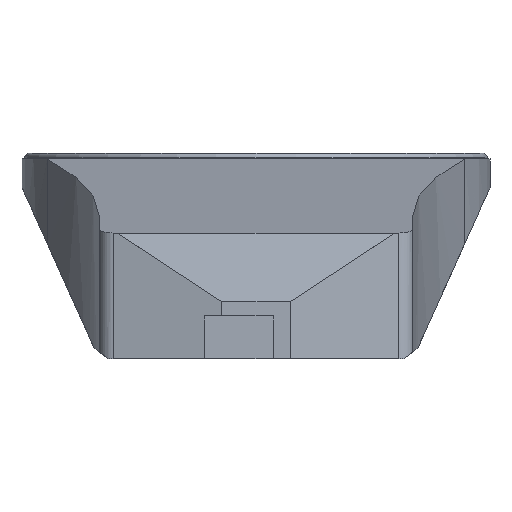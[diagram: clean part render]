
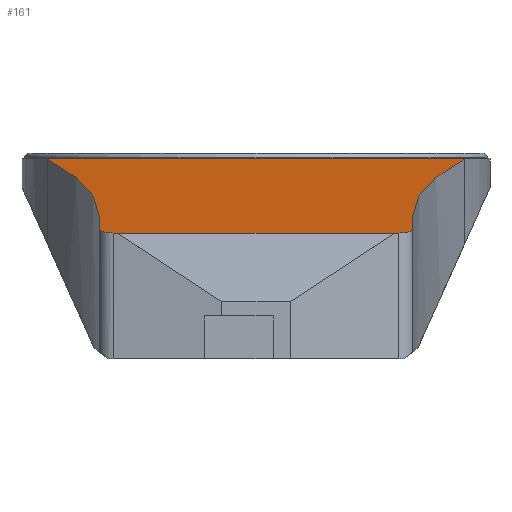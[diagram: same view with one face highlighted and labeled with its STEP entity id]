
A CAD part, left-side view. The second image highlights one B-rep face of the part: STEP entity #161.
In plain terms, the highlighted planar face has unit normal (-0.202, 0, 0.979).
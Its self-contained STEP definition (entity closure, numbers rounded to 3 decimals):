
#51=ELLIPSE('',#1216,265.472,260.);
#56=ELLIPSE('',#1224,265.472,260.);
#66=ELLIPSE('',#1238,6.126,6.);
#67=ELLIPSE('',#1239,6.126,6.);
#68=ELLIPSE('',#1240,132.736,130.);
#69=ELLIPSE('',#1241,132.736,130.);
#103=FACE_OUTER_BOUND('',#516,.T.);
#161=ADVANCED_FACE('',(#103),#218,.F.);
#218=PLANE('',#1242);
#257=LINE('',#1665,#373);
#275=LINE('',#1712,#391);
#277=LINE('',#1716,#393);
#281=LINE('',#1724,#397);
#297=LINE('',#1757,#413);
#303=LINE('',#1770,#419);
#373=VECTOR('',#1330,1.);
#391=VECTOR('',#1362,1.);
#393=VECTOR('',#1366,1.);
#397=VECTOR('',#1372,1.);
#413=VECTOR('',#1396,1.);
#419=VECTOR('',#1406,1.);
#516=EDGE_LOOP('',(#714,#715,#716,#717,#718,#719,#720,#721,#722,#723,#724,
#725));
#714=ORIENTED_EDGE('',*,*,#1035,.T.);
#715=ORIENTED_EDGE('',*,*,#1091,.T.);
#716=ORIENTED_EDGE('',*,*,#1019,.T.);
#717=ORIENTED_EDGE('',*,*,#1015,.F.);
#718=ORIENTED_EDGE('',*,*,#1013,.T.);
#719=ORIENTED_EDGE('',*,*,#1092,.T.);
#720=ORIENTED_EDGE('',*,*,#1041,.T.);
#721=ORIENTED_EDGE('',*,*,#1067,.T.);
#722=ORIENTED_EDGE('',*,*,#1093,.T.);
#723=ORIENTED_EDGE('',*,*,#991,.T.);
#724=ORIENTED_EDGE('',*,*,#1094,.T.);
#725=ORIENTED_EDGE('',*,*,#1076,.T.);
#882=VERTEX_POINT('',#1666);
#883=VERTEX_POINT('',#1667);
#903=VERTEX_POINT('',#1711);
#904=VERTEX_POINT('',#1713);
#905=VERTEX_POINT('',#1717);
#908=VERTEX_POINT('',#1725);
#920=VERTEX_POINT('',#1756);
#921=VERTEX_POINT('',#1758);
#926=VERTEX_POINT('',#1771);
#927=VERTEX_POINT('',#1772);
#948=VERTEX_POINT('',#1821);
#954=VERTEX_POINT('',#1840);
#991=EDGE_CURVE('',#882,#883,#257,.T.);
#1013=EDGE_CURVE('',#904,#903,#275,.T.);
#1015=EDGE_CURVE('',#904,#905,#277,.T.);
#1019=EDGE_CURVE('',#908,#905,#281,.T.);
#1035=EDGE_CURVE('',#921,#920,#297,.T.);
#1041=EDGE_CURVE('',#926,#927,#303,.T.);
#1067=EDGE_CURVE('',#927,#948,#51,.T.);
#1076=EDGE_CURVE('',#954,#921,#56,.T.);
#1091=EDGE_CURVE('',#920,#908,#66,.T.);
#1092=EDGE_CURVE('',#903,#926,#67,.T.);
#1093=EDGE_CURVE('',#948,#882,#68,.T.);
#1094=EDGE_CURVE('',#883,#954,#69,.T.);
#1216=AXIS2_PLACEMENT_3D('',#1822,#1443,#1444);
#1224=AXIS2_PLACEMENT_3D('',#1839,#1463,#1464);
#1238=AXIS2_PLACEMENT_3D('',#1866,#1496,#1497);
#1239=AXIS2_PLACEMENT_3D('',#1867,#1498,#1499);
#1240=AXIS2_PLACEMENT_3D('',#1868,#1500,#1501);
#1241=AXIS2_PLACEMENT_3D('',#1869,#1502,#1503);
#1242=AXIS2_PLACEMENT_3D('',#1870,#1504,#1505);
#1330=DIRECTION('',(0.,1.,0.));
#1362=DIRECTION('',(0.174,-0.984,0.036));
#1366=DIRECTION('',(0.,1.,0.));
#1372=DIRECTION('',(-0.174,-0.984,-0.036));
#1396=DIRECTION('',(-0.979,0.,-0.202));
#1406=DIRECTION('',(0.979,0.,0.202));
#1443=DIRECTION('',(0.202,0.,-0.979));
#1444=DIRECTION('',(0.979,0.,0.202));
#1463=DIRECTION('',(0.202,0.,-0.979));
#1464=DIRECTION('',(0.979,0.,0.202));
#1496=DIRECTION('',(-0.202,0.,0.979));
#1497=DIRECTION('',(0.979,0.,0.202));
#1498=DIRECTION('',(-0.202,0.,0.979));
#1499=DIRECTION('',(-0.979,0.,-0.202));
#1500=DIRECTION('',(-0.202,0.,0.979));
#1501=DIRECTION('',(0.979,0.,0.202));
#1502=DIRECTION('',(-0.202,0.,0.979));
#1503=DIRECTION('',(0.979,0.,0.202));
#1504=DIRECTION('',(0.202,0.,-0.979));
#1505=DIRECTION('',(0.979,0.,0.202));
#1665=CARTESIAN_POINT('',(-86.5,-219.,-2.));
#1666=CARTESIAN_POINT('',(-86.5,-73.12,-2.));
#1667=CARTESIAN_POINT('',(-86.5,73.12,-2.));
#1711=CARTESIAN_POINT('',(-212.292,-50.042,-27.943));
#1712=CARTESIAN_POINT('',(-219.141,-11.201,-29.355));
#1713=CARTESIAN_POINT('',(-212.569,-48.471,-28.));
#1716=CARTESIAN_POINT('',(-212.569,-219.,-28.));
#1717=CARTESIAN_POINT('',(-212.569,48.471,-28.));
#1724=CARTESIAN_POINT('',(-219.141,11.201,-29.355));
#1725=CARTESIAN_POINT('',(-212.292,50.042,-27.943));
#1756=CARTESIAN_POINT('',(-206.383,55.,-26.724));
#1757=CARTESIAN_POINT('',(-86.5,55.,-2.));
#1758=CARTESIAN_POINT('',(-181.865,55.,-21.668));
#1770=CARTESIAN_POINT('',(-86.5,-55.,-2.));
#1771=CARTESIAN_POINT('',(-206.383,-55.,-26.724));
#1772=CARTESIAN_POINT('',(-181.865,-55.,-21.668));
#1821=CARTESIAN_POINT('',(-86.807,-73.,-2.063));
#1822=CARTESIAN_POINT('',(-181.865,-315.,-21.668));
#1839=CARTESIAN_POINT('',(-181.865,315.,-21.668));
#1840=CARTESIAN_POINT('',(-86.807,73.,-2.063));
#1866=CARTESIAN_POINT('',(-206.383,49.,-26.724));
#1867=CARTESIAN_POINT('',(-206.383,-49.,-26.724));
#1868=CARTESIAN_POINT('',(-39.279,48.,7.739));
#1869=CARTESIAN_POINT('',(-39.279,-48.,7.739));
#1870=CARTESIAN_POINT('',(-86.5,-219.,-2.));
